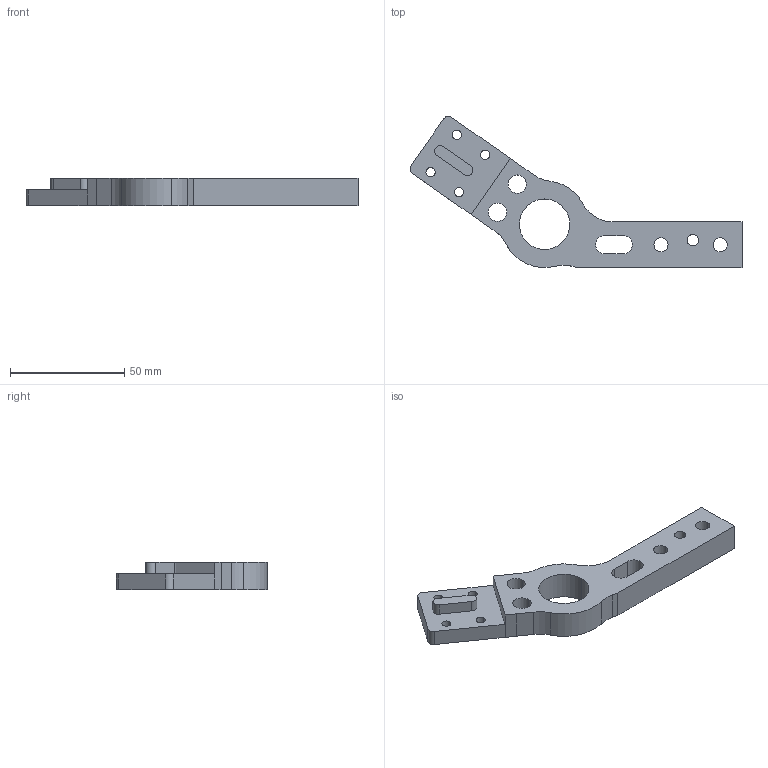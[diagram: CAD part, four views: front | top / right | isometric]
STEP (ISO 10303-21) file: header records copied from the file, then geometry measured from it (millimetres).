
FILE_DESCRIPTION(('CATIA V5 STEP Exchange'),'2;1');
FILE_NAME('axle_mount_right.stp','2014-01-03T16:01:17+00:00',('none'),('none'),'CATIA Version 5 Release 21 GA (IN-10)','CATIA V5 STEP AP214 Edition 3','none');
FILE_SCHEMA(('AUTOMOTIVE_DESIGN { 1 0 10303 214 3 1 1 1 }'));
Length unit declared in the file: millimetre
Products named in the file (1): Part3
Bounding box: 145.47 x 66.26 x 12 mm (x, y, z)
Volume: 34273.3 mm3; surface area: 13529.1 mm2
Topology: 1 solids, 1 shells, 52 faces, 145 edges, 96 vertices
Faces by surface type: cylinder 32, plane 20
Entity records: 1624 total; most frequent: ORIENTED_EDGE 290, CARTESIAN_POINT 279, DIRECTION 219, EDGE_CURVE 145, AXIS2_PLACEMENT_3D 102, VERTEX_POINT 96, VECTOR 81, LINE 81
